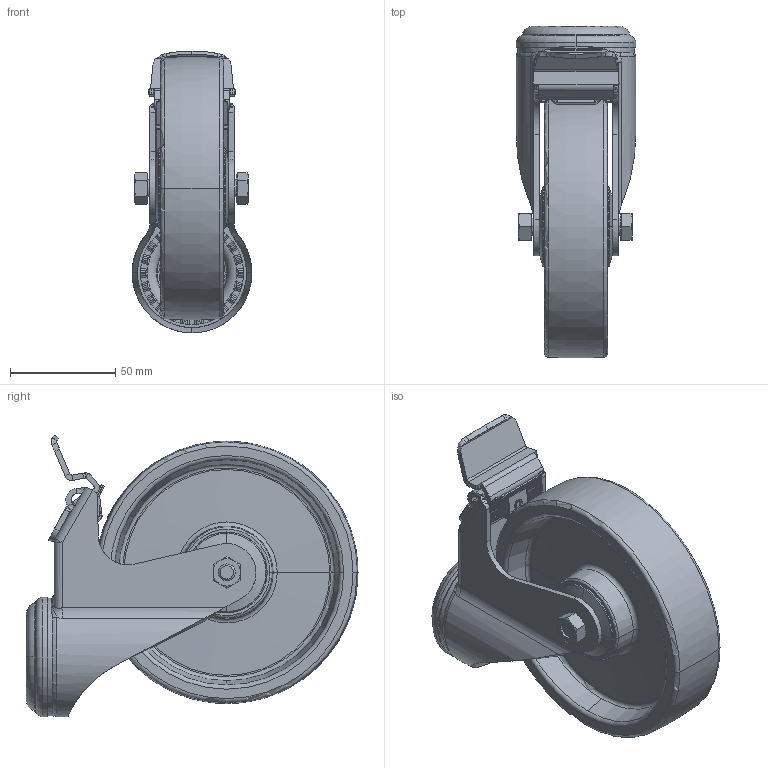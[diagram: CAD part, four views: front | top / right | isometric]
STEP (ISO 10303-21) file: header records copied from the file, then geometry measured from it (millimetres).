
FILE_DESCRIPTION (( 'STEP AP214' ), '1' );
FILE_NAME ('Accessories for aluminium profiles098S125ADN.step', '2016-10-19T13:49:41', ( '' ), ( '' ), 'SwSTEP 2.0', 'SolidWorks 2016', '' );
FILE_SCHEMA (( 'AUTOMOTIVE_DESIGN' ));
Length unit declared in the file: millimetre
Products named in the file (5): POA_125_8K_105452-214_selction no pls; 4DIN931M08048MS01; 4DIN934M08M; 098SR.u.Tab_098S125D; Accessories for aluminium profiles098S125ADN
Assembly tree (4 placements, depth 2):
  Accessories for aluminium profiles098S125ADN
    098SR.u.Tab_098S125D
    4DIN934M08M
    4DIN931M08048MS01
    POA_125_8K_105452-214_selction no pls
Bounding box: 57 x 158.05 x 134.11 mm (x, y, z)
Volume: 263153.6 mm3; surface area: 89838.3 mm2
Topology: 4 solids, 4 shells, 1946 faces, 5150 edges, 3277 vertices
Faces by surface type: plane 796, bspline 435, cylinder 420, torus 180, cone 111, sphere 4
Entity records: 94928 total; most frequent: CARTESIAN_POINT 46405, ORIENTED_EDGE 10284, DIRECTION 7035, EDGE_CURVE 5142, VERTEX_POINT 3277, VECTOR 2367, LINE 2367, AXIS2_PLACEMENT_3D 2334
